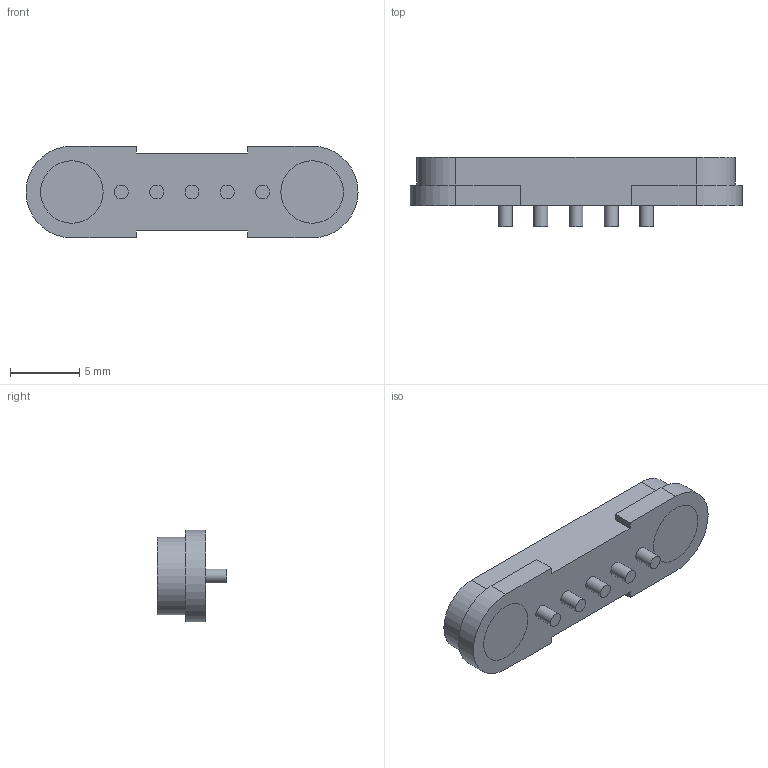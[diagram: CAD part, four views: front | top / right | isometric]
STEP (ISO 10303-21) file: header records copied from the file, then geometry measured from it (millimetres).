
FILE_DESCRIPTION(/* description */ (''),/* implementation_level */ '2;1');
FILE_NAME(/* name */ 'dock_connector_female_v5.step',/* time_stamp */ '2023-08-23T20:24:25+02:00',/* author */ (''),/* organization */ (''),/* preprocessor_version */ 'ST-DEVELOPER v20',/* originating_system */ 'Autodesk Translation Framework v12.9.0.99',/* authorisation */ '');
FILE_SCHEMA (('AUTOMOTIVE_DESIGN { 1 0 10303 214 3 1 1 }'));
Length unit declared in the file: millimetre
Products named in the file (1): dock_connector_female
Bounding box: 23.9 x 5 x 6.6 mm (x, y, z)
Volume: 458.7 mm3; surface area: 799.5 mm2
Topology: 8 solids, 8 shells, 46 faces, 90 edges, 60 vertices
Faces by surface type: plane 28, cylinder 18
Full cylindrical faces by diameter (mm): 1 x10, 4.5 x4
Entity records: 1265 total; most frequent: DIRECTION 220, CARTESIAN_POINT 197, ORIENTED_EDGE 180, EDGE_CURVE 90, AXIS2_PLACEMENT_3D 83, EDGE_LOOP 60, VERTEX_POINT 60, LINE 54
